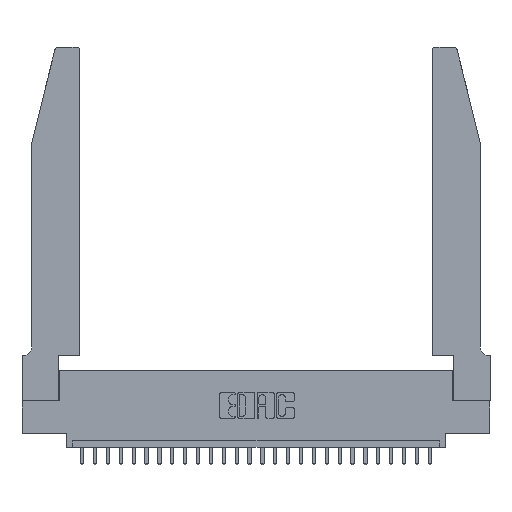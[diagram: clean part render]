
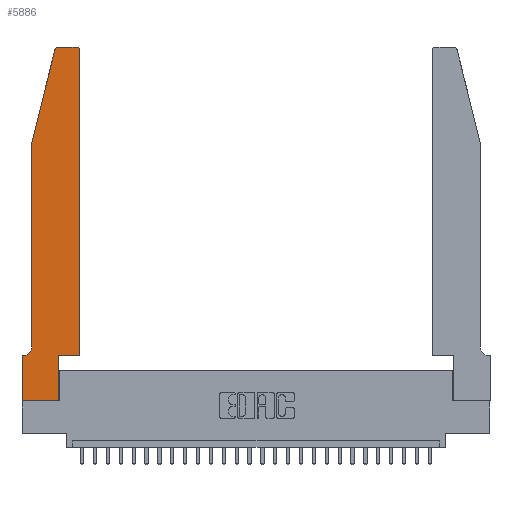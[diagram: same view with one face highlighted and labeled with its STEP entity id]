
A CAD part, top view. The second image highlights one B-rep face of the part: STEP entity #5886.
In plain terms, the highlighted planar face has unit normal (0, 0, 1).
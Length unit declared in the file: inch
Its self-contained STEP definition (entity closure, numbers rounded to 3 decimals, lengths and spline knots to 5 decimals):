
#248 = CIRCLE ( 'NONE', #27446, 0.07 ) ;
#706 = DIRECTION ( 'NONE',  ( 0., -1., 0. ) ) ;
#1167 = LINE ( 'NONE', #6279, #25450 ) ;
#1351 = CARTESIAN_POINT ( 'NONE',  ( 0.2865, 0.35, 0.37 ) ) ;
#1378 = ORIENTED_EDGE ( 'NONE', *, *, #2529, .T. ) ;
#1676 = VERTEX_POINT ( 'NONE', #19394 ) ;
#1777 = LINE ( 'NONE', #3849, #5803 ) ;
#1796 = CARTESIAN_POINT ( 'NONE',  ( 0.284, 2.72, 0.37 ) ) ;
#2116 = LINE ( 'NONE', #5991, #6818 ) ;
#2487 = ORIENTED_EDGE ( 'NONE', *, *, #17159, .T. ) ;
#2522 = DIRECTION ( 'NONE',  ( 0., -1., 0. ) ) ;
#2529 = EDGE_CURVE ( 'NONE', #8075, #11400, #13540, .T. ) ;
#2869 = VERTEX_POINT ( 'NONE', #10458 ) ;
#3153 = DIRECTION ( 'NONE',  ( -1., 0., 0. ) ) ;
#3553 = EDGE_LOOP ( 'NONE', ( #26528, #1378, #7829, #19814, #25192, #11532, #15877, #2487, #21859, #5402, #17423, #10545 ) ) ;
#3751 = CARTESIAN_POINT ( 'NONE',  ( 0.284, 2.75, 0.37 ) ) ;
#3790 = CARTESIAN_POINT ( 'NONE',  ( 0.0755, 2., 0.37 ) ) ;
#3849 = CARTESIAN_POINT ( 'NONE',  ( 0.2865, 0.35, 0.37 ) ) ;
#4272 = CARTESIAN_POINT ( 'NONE',  ( 0., 0.35, 0.37 ) ) ;
#4323 = DIRECTION ( 'NONE',  ( 0., 0., 1. ) ) ;
#4420 = EDGE_CURVE ( 'NONE', #14785, #1676, #12477, .T. ) ;
#5377 = CARTESIAN_POINT ( 'NONE',  ( 0.0755, 0.35, 0.37 ) ) ;
#5402 = ORIENTED_EDGE ( 'NONE', *, *, #4420, .T. ) ;
#5506 = DIRECTION ( 'NONE',  ( 1., 0., 0. ) ) ;
#5564 = VECTOR ( 'NONE', #19716, 39.37008 ) ;
#5803 = VECTOR ( 'NONE', #20844, 39.37008 ) ;
#5886 = ADVANCED_FACE ( 'NONE', ( #20783 ), #22207, .T. ) ;
#5991 = CARTESIAN_POINT ( 'NONE',  ( 0., 0., 0.37 ) ) ;
#6008 = AXIS2_PLACEMENT_3D ( 'NONE', #23518, #15112, #10952 ) ;
#6279 = CARTESIAN_POINT ( 'NONE',  ( 0.4505, 0.35, 0.37 ) ) ;
#6462 = DIRECTION ( 'NONE',  ( 0., 1., 0. ) ) ;
#6773 = EDGE_CURVE ( 'NONE', #22633, #8075, #16062, .T. ) ;
#6818 = VECTOR ( 'NONE', #12763, 39.37008 ) ;
#6892 = EDGE_CURVE ( 'NONE', #1676, #18230, #1167, .T. ) ;
#7152 = VERTEX_POINT ( 'NONE', #3790 ) ;
#7829 = ORIENTED_EDGE ( 'NONE', *, *, #22596, .T. ) ;
#8075 = VERTEX_POINT ( 'NONE', #3751 ) ;
#8207 = VERTEX_POINT ( 'NONE', #13824 ) ;
#8621 = CARTESIAN_POINT ( 'NONE',  ( 0.2605, 2.75, 0.37 ) ) ;
#9568 = DIRECTION ( 'NONE',  ( -1., 0., 0. ) ) ;
#9718 = LINE ( 'NONE', #5377, #18771 ) ;
#9826 = DIRECTION ( 'NONE',  ( -0.239, -0.971, 0. ) ) ;
#9923 = CARTESIAN_POINT ( 'NONE',  ( 0.0755, 2., 0.37 ) ) ;
#10139 = CARTESIAN_POINT ( 'NONE',  ( 0.0755, 2., 0.37 ) ) ;
#10168 = EDGE_CURVE ( 'NONE', #23838, #26913, #9718, .T. ) ;
#10458 = CARTESIAN_POINT ( 'NONE',  ( 0., 0., 0.37 ) ) ;
#10545 = ORIENTED_EDGE ( 'NONE', *, *, #19340, .T. ) ;
#10799 = LINE ( 'NONE', #24126, #26196 ) ;
#10952 = DIRECTION ( 'NONE',  ( 1., 0., 0. ) ) ;
#11400 = VERTEX_POINT ( 'NONE', #22469 ) ;
#11532 = ORIENTED_EDGE ( 'NONE', *, *, #10168, .T. ) ;
#11849 = DIRECTION ( 'NONE',  ( 0., 0., 1. ) ) ;
#11904 = VECTOR ( 'NONE', #9826, 39.37008 ) ;
#12327 = CARTESIAN_POINT ( 'NONE',  ( 0.4205, 2.75, 0.37 ) ) ;
#12477 = LINE ( 'NONE', #18029, #22506 ) ;
#12763 = DIRECTION ( 'NONE',  ( 1., 0., 0. ) ) ;
#13540 = CIRCLE ( 'NONE', #15625, 0.03 ) ;
#13797 = DIRECTION ( 'NONE',  ( 0., 0., -1. ) ) ;
#13824 = CARTESIAN_POINT ( 'NONE',  ( 0.2865, 0., 0.37 ) ) ;
#14488 = VERTEX_POINT ( 'NONE', #15621 ) ;
#14504 = EDGE_CURVE ( 'NONE', #7152, #14488, #26256, .T. ) ;
#14785 = VERTEX_POINT ( 'NONE', #1351 ) ;
#14832 = CARTESIAN_POINT ( 'NONE',  ( 0.4505, 2.72, 0.37 ) ) ;
#15112 = DIRECTION ( 'NONE',  ( 0., 0., 1. ) ) ;
#15621 = CARTESIAN_POINT ( 'NONE',  ( 0.0755, 0.42, 0.37 ) ) ;
#15625 = AXIS2_PLACEMENT_3D ( 'NONE', #1796, #4323, #5506 ) ;
#15877 = ORIENTED_EDGE ( 'NONE', *, *, #25893, .T. ) ;
#16062 = LINE ( 'NONE', #8621, #5564 ) ;
#17128 = EDGE_CURVE ( 'NONE', #8207, #14785, #1777, .T. ) ;
#17159 = EDGE_CURVE ( 'NONE', #2869, #8207, #2116, .T. ) ;
#17337 = CARTESIAN_POINT ( 'NONE',  ( 0.0055, 0.35, 0.37 ) ) ;
#17423 = ORIENTED_EDGE ( 'NONE', *, *, #6892, .T. ) ;
#18029 = CARTESIAN_POINT ( 'NONE',  ( 0.4505, 0.35, 0.37 ) ) ;
#18230 = VERTEX_POINT ( 'NONE', #14832 ) ;
#18771 = VECTOR ( 'NONE', #3153, 39.37008 ) ;
#19150 = CARTESIAN_POINT ( 'NONE',  ( 0., 0.35, 0.37 ) ) ;
#19340 = EDGE_CURVE ( 'NONE', #18230, #22633, #21490, .T. ) ;
#19394 = CARTESIAN_POINT ( 'NONE',  ( 0.4505, 0.35, 0.37 ) ) ;
#19515 = EDGE_CURVE ( 'NONE', #14488, #23838, #248, .T. ) ;
#19537 = VECTOR ( 'NONE', #706, 39.37008 ) ;
#19716 = DIRECTION ( 'NONE',  ( -1., 0., 0. ) ) ;
#19814 = ORIENTED_EDGE ( 'NONE', *, *, #14504, .T. ) ;
#20283 = DIRECTION ( 'NONE',  ( 1., 0., 0. ) ) ;
#20783 = FACE_OUTER_BOUND ( 'NONE', #3553, .T. ) ;
#20844 = DIRECTION ( 'NONE',  ( 0., 1., 0. ) ) ;
#20849 = AXIS2_PLACEMENT_3D ( 'NONE', #4272, #11849, #24900 ) ;
#21490 = CIRCLE ( 'NONE', #6008, 0.03 ) ;
#21859 = ORIENTED_EDGE ( 'NONE', *, *, #17128, .T. ) ;
#22207 = PLANE ( 'NONE',  #20849 ) ;
#22469 = CARTESIAN_POINT ( 'NONE',  ( 0.25487, 2.72718, 0.37 ) ) ;
#22506 = VECTOR ( 'NONE', #20283, 39.37008 ) ;
#22596 = EDGE_CURVE ( 'NONE', #11400, #7152, #27378, .T. ) ;
#22633 = VERTEX_POINT ( 'NONE', #12327 ) ;
#23518 = CARTESIAN_POINT ( 'NONE',  ( 0.4205, 2.72, 0.37 ) ) ;
#23838 = VERTEX_POINT ( 'NONE', #17337 ) ;
#23860 = CARTESIAN_POINT ( 'NONE',  ( 0.0055, 0.42, 0.37 ) ) ;
#24126 = CARTESIAN_POINT ( 'NONE',  ( 0., 0., 0.37 ) ) ;
#24900 = DIRECTION ( 'NONE',  ( 1., 0., 0. ) ) ;
#25192 = ORIENTED_EDGE ( 'NONE', *, *, #19515, .T. ) ;
#25450 = VECTOR ( 'NONE', #6462, 39.37008 ) ;
#25893 = EDGE_CURVE ( 'NONE', #26913, #2869, #10799, .T. ) ;
#26196 = VECTOR ( 'NONE', #2522, 39.37008 ) ;
#26256 = LINE ( 'NONE', #10139, #19537 ) ;
#26528 = ORIENTED_EDGE ( 'NONE', *, *, #6773, .T. ) ;
#26913 = VERTEX_POINT ( 'NONE', #19150 ) ;
#27378 = LINE ( 'NONE', #9923, #11904 ) ;
#27446 = AXIS2_PLACEMENT_3D ( 'NONE', #23860, #13797, #9568 ) ;
